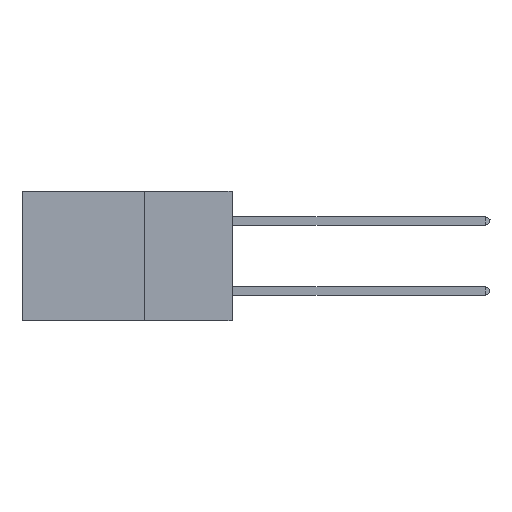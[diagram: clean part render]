
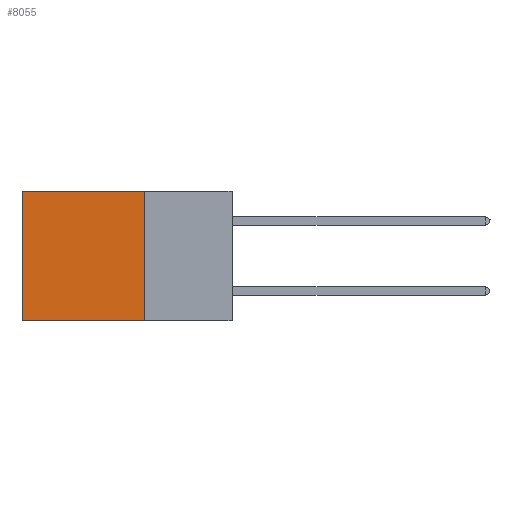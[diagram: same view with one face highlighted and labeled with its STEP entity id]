
A CAD part, left-side view. The second image highlights one B-rep face of the part: STEP entity #8055.
In plain terms, the highlighted planar face has unit normal (-1, 0, 0).
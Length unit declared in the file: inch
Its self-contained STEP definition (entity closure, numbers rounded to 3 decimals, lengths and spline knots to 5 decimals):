
#299 = DIRECTION ( 'NONE',  ( 1., 0., 0. ) ) ;
#2605 = VECTOR ( 'NONE', #9755, 39.37008 ) ;
#5910 = ORIENTED_EDGE ( 'NONE', *, *, #19184, .T. ) ;
#6907 = EDGE_CURVE ( 'NONE', #15330, #27829, #16048, .T. ) ;
#8055 = ADVANCED_FACE ( 'NONE', ( #24737 ), #15251, .F. ) ;
#8089 = VECTOR ( 'NONE', #20012, 39.37008 ) ;
#9172 = DIRECTION ( 'NONE',  ( 0., 1., 0. ) ) ;
#9195 = CARTESIAN_POINT ( 'NONE',  ( 0.2875, 0.25, 0. ) ) ;
#9257 = VERTEX_POINT ( 'NONE', #22810 ) ;
#9755 = DIRECTION ( 'NONE',  ( 0., 0., -1. ) ) ;
#9758 = VERTEX_POINT ( 'NONE', #29371 ) ;
#10314 = CARTESIAN_POINT ( 'NONE',  ( 0.2875, 0.6, 0. ) ) ;
#10718 = LINE ( 'NONE', #10314, #8089 ) ;
#12167 = EDGE_CURVE ( 'NONE', #9758, #27829, #10718, .T. ) ;
#15251 = PLANE ( 'NONE',  #27303 ) ;
#15330 = VERTEX_POINT ( 'NONE', #30975 ) ;
#15606 = LINE ( 'NONE', #15820, #2605 ) ;
#15820 = CARTESIAN_POINT ( 'NONE',  ( 0.2875, 0.25, 0. ) ) ;
#16048 = LINE ( 'NONE', #31203, #38938 ) ;
#17794 = ORIENTED_EDGE ( 'NONE', *, *, #37948, .F. ) ;
#18141 = EDGE_LOOP ( 'NONE', ( #25644, #33959, #17794, #5910 ) ) ;
#19184 = EDGE_CURVE ( 'NONE', #9257, #9758, #24309, .T. ) ;
#20012 = DIRECTION ( 'NONE',  ( 0., 0., -1. ) ) ;
#20614 = CARTESIAN_POINT ( 'NONE',  ( 0.2875, 0.6, -0.37 ) ) ;
#22810 = CARTESIAN_POINT ( 'NONE',  ( 0.2875, 0.25, 0. ) ) ;
#24309 = LINE ( 'NONE', #36253, #37041 ) ;
#24737 = FACE_OUTER_BOUND ( 'NONE', #18141, .T. ) ;
#25644 = ORIENTED_EDGE ( 'NONE', *, *, #12167, .T. ) ;
#27303 = AXIS2_PLACEMENT_3D ( 'NONE', #9195, #299, #27380 ) ;
#27380 = DIRECTION ( 'NONE',  ( 0., 0., -1. ) ) ;
#27829 = VERTEX_POINT ( 'NONE', #20614 ) ;
#28364 = DIRECTION ( 'NONE',  ( 0., 1., 0. ) ) ;
#29371 = CARTESIAN_POINT ( 'NONE',  ( 0.2875, 0.6, 0. ) ) ;
#30975 = CARTESIAN_POINT ( 'NONE',  ( 0.2875, 0.25, -0.37 ) ) ;
#31203 = CARTESIAN_POINT ( 'NONE',  ( 0.2875, 0.25, -0.37 ) ) ;
#33959 = ORIENTED_EDGE ( 'NONE', *, *, #6907, .F. ) ;
#36253 = CARTESIAN_POINT ( 'NONE',  ( 0.2875, 0.25, 0. ) ) ;
#37041 = VECTOR ( 'NONE', #9172, 39.37008 ) ;
#37948 = EDGE_CURVE ( 'NONE', #9257, #15330, #15606, .T. ) ;
#38938 = VECTOR ( 'NONE', #28364, 39.37008 ) ;
